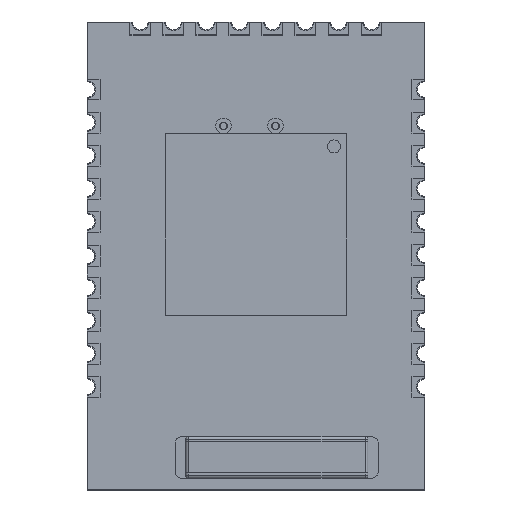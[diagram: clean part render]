
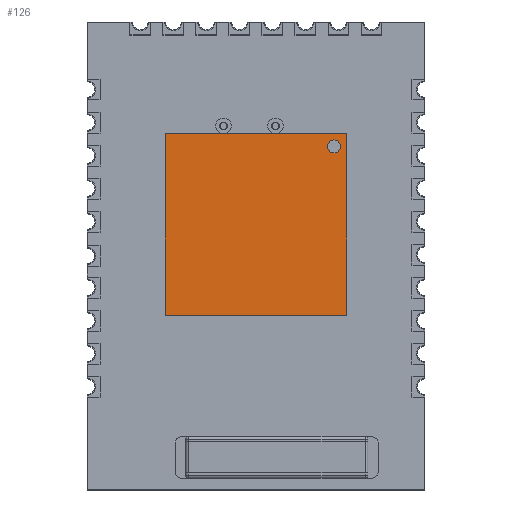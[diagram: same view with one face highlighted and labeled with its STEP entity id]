
A CAD part, top view. The second image highlights one B-rep face of the part: STEP entity #126.
In plain terms, the highlighted planar face has unit normal (0, 0, 1).
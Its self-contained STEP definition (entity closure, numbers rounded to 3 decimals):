
#62 = VERTEX_POINT('',#63);
#63 = CARTESIAN_POINT('',(-3.5,-3.5,0.85));
#78 = VERTEX_POINT('',#79);
#79 = CARTESIAN_POINT('',(-3.5,3.5,0.85));
#85 = EDGE_CURVE('',#62,#78,#86,.T.);
#86 = LINE('',#87,#88);
#87 = CARTESIAN_POINT('',(-3.5,-3.5,0.85));
#88 = VECTOR('',#89,1.);
#89 = DIRECTION('',(0.,1.,0.));
#108 = EDGE_CURVE('',#62,#109,#111,.T.);
#109 = VERTEX_POINT('',#110);
#110 = CARTESIAN_POINT('',(3.5,-3.5,0.85));
#111 = LINE('',#112,#113);
#112 = CARTESIAN_POINT('',(-3.5,-3.5,0.85));
#113 = VECTOR('',#114,1.);
#114 = DIRECTION('',(1.,0.,0.));
#126 = ADVANCED_FACE('',(#127,#145),#156,.T.);
#127 = FACE_BOUND('',#128,.T.);
#128 = EDGE_LOOP('',(#129,#130,#131,#139));
#129 = ORIENTED_EDGE('',*,*,#85,.F.);
#130 = ORIENTED_EDGE('',*,*,#108,.T.);
#131 = ORIENTED_EDGE('',*,*,#132,.T.);
#132 = EDGE_CURVE('',#109,#133,#135,.T.);
#133 = VERTEX_POINT('',#134);
#134 = CARTESIAN_POINT('',(3.5,3.5,0.85));
#135 = LINE('',#136,#137);
#136 = CARTESIAN_POINT('',(3.5,-3.5,0.85));
#137 = VECTOR('',#138,1.);
#138 = DIRECTION('',(0.,1.,0.));
#139 = ORIENTED_EDGE('',*,*,#140,.F.);
#140 = EDGE_CURVE('',#78,#133,#141,.T.);
#141 = LINE('',#142,#143);
#142 = CARTESIAN_POINT('',(-3.5,3.5,0.85));
#143 = VECTOR('',#144,1.);
#144 = DIRECTION('',(1.,0.,0.));
#145 = FACE_BOUND('',#146,.T.);
#146 = EDGE_LOOP('',(#147));
#147 = ORIENTED_EDGE('',*,*,#148,.F.);
#148 = EDGE_CURVE('',#149,#149,#151,.T.);
#149 = VERTEX_POINT('',#150);
#150 = CARTESIAN_POINT('',(-2.75,3.,0.85));
#151 = CIRCLE('',#152,0.25);
#152 = AXIS2_PLACEMENT_3D('',#153,#154,#155);
#153 = CARTESIAN_POINT('',(-3.,3.,0.85));
#154 = DIRECTION('',(0.,0.,1.));
#155 = DIRECTION('',(1.,0.,-0.));
#156 = PLANE('',#157);
#157 = AXIS2_PLACEMENT_3D('',#158,#159,#160);
#158 = CARTESIAN_POINT('',(-3.5,-3.5,0.85));
#159 = DIRECTION('',(0.,0.,1.));
#160 = DIRECTION('',(1.,0.,-0.));
